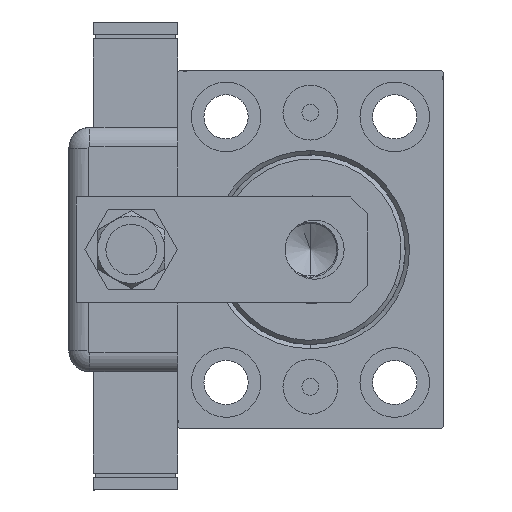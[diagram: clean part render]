
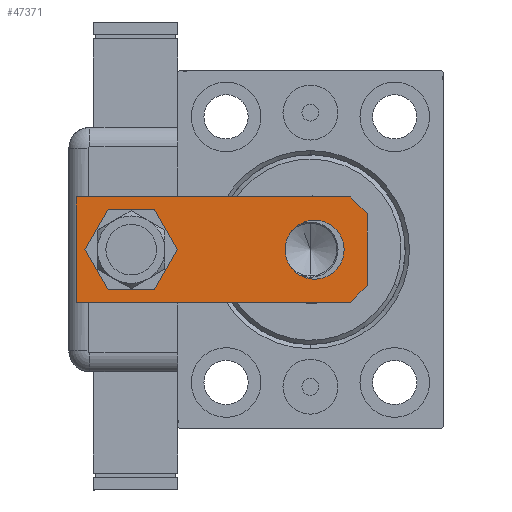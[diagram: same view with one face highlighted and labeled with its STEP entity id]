
A CAD part, left-side view. The second image highlights one B-rep face of the part: STEP entity #47371.
In plain terms, the highlighted face is planar.
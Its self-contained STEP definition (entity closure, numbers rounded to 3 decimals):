
#113 = CIRCLE ( 'NONE', #3968, 7. ) ;
#645 = CARTESIAN_POINT ( 'NONE',  ( -8.5, 0., 0. ) ) ;
#650 = DIRECTION ( 'NONE',  ( 1., 0., 0. ) ) ;
#889 = DIRECTION ( 'NONE',  ( 0., 1., 0. ) ) ;
#1884 = CARTESIAN_POINT ( 'NONE',  ( 7., 56., 0. ) ) ;
#2662 = ORIENTED_EDGE ( 'NONE', *, *, #52946, .T. ) ;
#2738 = ORIENTED_EDGE ( 'NONE', *, *, #53270, .T. ) ;
#3968 = AXIS2_PLACEMENT_3D ( 'NONE', #43919, #25856, #25558 ) ;
#4597 = EDGE_LOOP ( 'NONE', ( #4982, #47008, #28873, #13000, #29995, #14133 ) ) ;
#4982 = ORIENTED_EDGE ( 'NONE', *, *, #31542, .F. ) ;
#5790 = DIRECTION ( 'NONE',  ( 1., 0., 0. ) ) ;
#6160 = LINE ( 'NONE', #55246, #54402 ) ;
#6167 = CARTESIAN_POINT ( 'NONE',  ( 12.5, 69., 0. ) ) ;
#6373 = CARTESIAN_POINT ( 'NONE',  ( 0., 0., 0. ) ) ;
#6566 = CARTESIAN_POINT ( 'NONE',  ( 12.5, 0., 0. ) ) ;
#7162 = VERTEX_POINT ( 'NONE', #1884 ) ;
#9321 = CARTESIAN_POINT ( 'NONE',  ( 12.5, 4., 0. ) ) ;
#10008 = FACE_BOUND ( 'NONE', #50355, .T. ) ;
#10302 = DIRECTION ( 'NONE',  ( 0., 0., 1. ) ) ;
#10892 = PLANE ( 'NONE',  #41441 ) ;
#10926 = EDGE_CURVE ( 'NONE', #50128, #12259, #42911, .T. ) ;
#11375 = LINE ( 'NONE', #47498, #11680 ) ;
#11680 = VECTOR ( 'NONE', #38467, 1000. ) ;
#12259 = VERTEX_POINT ( 'NONE', #46335 ) ;
#13000 = ORIENTED_EDGE ( 'NONE', *, *, #10926, .F. ) ;
#13136 = CARTESIAN_POINT ( 'NONE',  ( -8.5, 0., 0. ) ) ;
#14133 = ORIENTED_EDGE ( 'NONE', *, *, #27896, .T. ) ;
#14525 = ORIENTED_EDGE ( 'NONE', *, *, #43843, .T. ) ;
#15329 = VECTOR ( 'NONE', #39526, 1000. ) ;
#17428 = AXIS2_PLACEMENT_3D ( 'NONE', #28340, #38249, #650 ) ;
#18918 = DIRECTION ( 'NONE',  ( 1., 0., 0. ) ) ;
#19703 = DIRECTION ( 'NONE',  ( 1., 0., 0. ) ) ;
#22923 = CARTESIAN_POINT ( 'NONE',  ( -12.5, 4., 0. ) ) ;
#23217 = AXIS2_PLACEMENT_3D ( 'NONE', #56232, #33073, #18918 ) ;
#23412 = VERTEX_POINT ( 'NONE', #22923 ) ;
#24957 = CARTESIAN_POINT ( 'NONE',  ( -7., 12.5, 0. ) ) ;
#25441 = VECTOR ( 'NONE', #46240, 1000. ) ;
#25558 = DIRECTION ( 'NONE',  ( 1., 0., 0. ) ) ;
#25856 = DIRECTION ( 'NONE',  ( 0., 0., 1. ) ) ;
#27077 = CIRCLE ( 'NONE', #23217, 7. ) ;
#27896 = EDGE_CURVE ( 'NONE', #46463, #58831, #58187, .T. ) ;
#28340 = CARTESIAN_POINT ( 'NONE',  ( 0., 56., 0. ) ) ;
#28873 = ORIENTED_EDGE ( 'NONE', *, *, #53324, .F. ) ;
#29437 = LINE ( 'NONE', #6566, #35789 ) ;
#29995 = ORIENTED_EDGE ( 'NONE', *, *, #55666, .F. ) ;
#30146 = DIRECTION ( 'NONE',  ( 1., 0., 0. ) ) ;
#31542 = EDGE_CURVE ( 'NONE', #39634, #58831, #6160, .T. ) ;
#33073 = DIRECTION ( 'NONE',  ( 0., 0., 1. ) ) ;
#33136 = LINE ( 'NONE', #645, #44903 ) ;
#34663 = VERTEX_POINT ( 'NONE', #35897 ) ;
#35789 = VECTOR ( 'NONE', #889, 1000. ) ;
#35897 = CARTESIAN_POINT ( 'NONE',  ( 7., 12.5, 0. ) ) ;
#36053 = VERTEX_POINT ( 'NONE', #40156 ) ;
#36520 = ORIENTED_EDGE ( 'NONE', *, *, #52128, .T. ) ;
#38249 = DIRECTION ( 'NONE',  ( 0., 0., 1. ) ) ;
#38350 = AXIS2_PLACEMENT_3D ( 'NONE', #49092, #38880, #30146 ) ;
#38467 = DIRECTION ( 'NONE',  ( 0., -1., 0. ) ) ;
#38880 = DIRECTION ( 'NONE',  ( 0., 0., 1. ) ) ;
#39308 = EDGE_CURVE ( 'NONE', #39634, #23412, #33136, .T. ) ;
#39526 = DIRECTION ( 'NONE',  ( -0.707, -0.707, 0. ) ) ;
#39634 = VERTEX_POINT ( 'NONE', #13136 ) ;
#40156 = CARTESIAN_POINT ( 'NONE',  ( -7., 56., 0. ) ) ;
#41441 = AXIS2_PLACEMENT_3D ( 'NONE', #6373, #10302, #5790 ) ;
#42621 = CARTESIAN_POINT ( 'NONE',  ( 12.5, 69., 0. ) ) ;
#42911 = LINE ( 'NONE', #42621, #25441 ) ;
#43843 = EDGE_CURVE ( 'NONE', #36053, #7162, #59530, .T. ) ;
#43919 = CARTESIAN_POINT ( 'NONE',  ( 0., 12.5, 0. ) ) ;
#44903 = VECTOR ( 'NONE', #46979, 1000. ) ;
#46240 = DIRECTION ( 'NONE',  ( -1., 0., 0. ) ) ;
#46335 = CARTESIAN_POINT ( 'NONE',  ( -12.5, 69., 0. ) ) ;
#46463 = VERTEX_POINT ( 'NONE', #9321 ) ;
#46577 = VERTEX_POINT ( 'NONE', #24957 ) ;
#46979 = DIRECTION ( 'NONE',  ( -0.707, 0.707, 0. ) ) ;
#47008 = ORIENTED_EDGE ( 'NONE', *, *, #39308, .T. ) ;
#47322 = FACE_OUTER_BOUND ( 'NONE', #4597, .T. ) ;
#47371 = ADVANCED_FACE ( 'NONE', ( #47322, #10008, #56055 ), #10892, .F. ) ;
#47498 = CARTESIAN_POINT ( 'NONE',  ( -12.5, 69., 0. ) ) ;
#49092 = CARTESIAN_POINT ( 'NONE',  ( 0., 56., 0. ) ) ;
#49445 = CARTESIAN_POINT ( 'NONE',  ( 12.5, 4., 0. ) ) ;
#50128 = VERTEX_POINT ( 'NONE', #6167 ) ;
#50355 = EDGE_LOOP ( 'NONE', ( #14525, #2662 ) ) ;
#51823 = EDGE_LOOP ( 'NONE', ( #36520, #2738 ) ) ;
#52078 = CIRCLE ( 'NONE', #17428, 7. ) ;
#52128 = EDGE_CURVE ( 'NONE', #46577, #34663, #113, .T. ) ;
#52946 = EDGE_CURVE ( 'NONE', #7162, #36053, #52078, .T. ) ;
#53270 = EDGE_CURVE ( 'NONE', #34663, #46577, #27077, .T. ) ;
#53324 = EDGE_CURVE ( 'NONE', #12259, #23412, #11375, .T. ) ;
#54153 = CARTESIAN_POINT ( 'NONE',  ( 8.5, 0., 0. ) ) ;
#54402 = VECTOR ( 'NONE', #19703, 1000. ) ;
#55246 = CARTESIAN_POINT ( 'NONE',  ( -12.5, 0., 0. ) ) ;
#55666 = EDGE_CURVE ( 'NONE', #46463, #50128, #29437, .T. ) ;
#56055 = FACE_BOUND ( 'NONE', #51823, .T. ) ;
#56232 = CARTESIAN_POINT ( 'NONE',  ( 0., 12.5, 0. ) ) ;
#58187 = LINE ( 'NONE', #49445, #15329 ) ;
#58831 = VERTEX_POINT ( 'NONE', #54153 ) ;
#59530 = CIRCLE ( 'NONE', #38350, 7. ) ;
